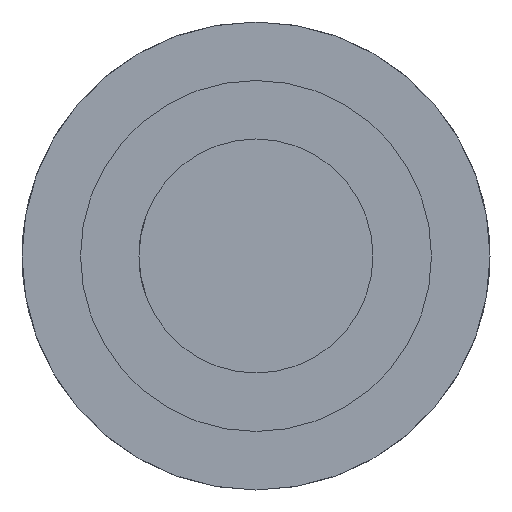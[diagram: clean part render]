
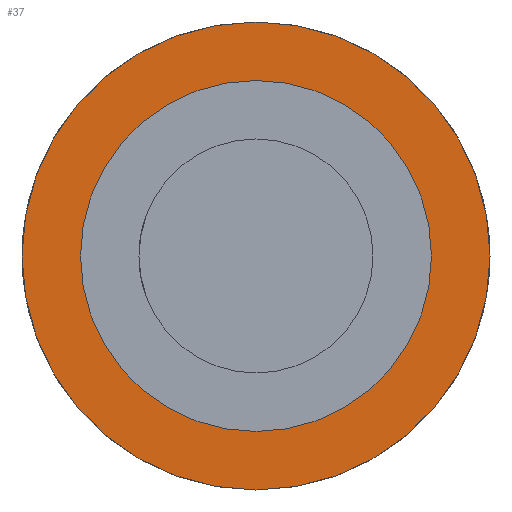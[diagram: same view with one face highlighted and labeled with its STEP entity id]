
A CAD part, left-side view. The second image highlights one B-rep face of the part: STEP entity #37.
In plain terms, the highlighted planar face has unit normal (-1, 0, 0).
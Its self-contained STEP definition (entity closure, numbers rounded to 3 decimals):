
#27 = EDGE_CURVE ( 'NONE', #594, #739, #1056, .T. ) ;
#37 = ADVANCED_FACE ( 'NONE', ( #419, #615 ), #409, .T. ) ;
#56 = CARTESIAN_POINT ( 'NONE',  ( 11.6, 0., 0. ) ) ;
#65 = EDGE_CURVE ( 'NONE', #558, #734, #1002, .T. ) ;
#92 = CARTESIAN_POINT ( 'NONE',  ( 11.6, 0., 8. ) ) ;
#117 = CARTESIAN_POINT ( 'NONE',  ( 11.6, 0., 0. ) ) ;
#154 = AXIS2_PLACEMENT_3D ( 'NONE', #242, #829, #418 ) ;
#159 = CARTESIAN_POINT ( 'NONE',  ( 11.6, 0., 0. ) ) ;
#183 = EDGE_LOOP ( 'NONE', ( #599, #888 ) ) ;
#237 = DIRECTION ( 'NONE',  ( -1., 0., 0. ) ) ;
#242 = CARTESIAN_POINT ( 'NONE',  ( 11.6, 0., 0. ) ) ;
#245 = CARTESIAN_POINT ( 'NONE',  ( 11.6, 0., -6. ) ) ;
#285 = DIRECTION ( 'NONE',  ( 0., 0., 1. ) ) ;
#311 = DIRECTION ( 'NONE',  ( 0., 0., 1. ) ) ;
#393 = AXIS2_PLACEMENT_3D ( 'NONE', #656, #751, #898 ) ;
#409 = PLANE ( 'NONE',  #857 ) ;
#418 = DIRECTION ( 'NONE',  ( 0., 0., 1. ) ) ;
#419 = FACE_BOUND ( 'NONE', #1049, .T. ) ;
#480 = DIRECTION ( 'NONE',  ( -1., 0., 0. ) ) ;
#517 = CIRCLE ( 'NONE', #935, 6. ) ;
#537 = AXIS2_PLACEMENT_3D ( 'NONE', #56, #480, #985 ) ;
#557 = CARTESIAN_POINT ( 'NONE',  ( 11.6, 0., -8. ) ) ;
#558 = VERTEX_POINT ( 'NONE', #557 ) ;
#568 = ORIENTED_EDGE ( 'NONE', *, *, #919, .F. ) ;
#594 = VERTEX_POINT ( 'NONE', #245 ) ;
#599 = ORIENTED_EDGE ( 'NONE', *, *, #996, .T. ) ;
#615 = FACE_OUTER_BOUND ( 'NONE', #183, .T. ) ;
#656 = CARTESIAN_POINT ( 'NONE',  ( 11.6, 0., 0. ) ) ;
#734 = VERTEX_POINT ( 'NONE', #92 ) ;
#739 = VERTEX_POINT ( 'NONE', #838 ) ;
#751 = DIRECTION ( 'NONE',  ( -1., 0., 0. ) ) ;
#829 = DIRECTION ( 'NONE',  ( -1., 0., 0. ) ) ;
#838 = CARTESIAN_POINT ( 'NONE',  ( 11.6, 0., 6. ) ) ;
#857 = AXIS2_PLACEMENT_3D ( 'NONE', #159, #237, #311 ) ;
#888 = ORIENTED_EDGE ( 'NONE', *, *, #65, .T. ) ;
#898 = DIRECTION ( 'NONE',  ( 0., 0., 1. ) ) ;
#919 = EDGE_CURVE ( 'NONE', #739, #594, #517, .T. ) ;
#935 = AXIS2_PLACEMENT_3D ( 'NONE', #117, #951, #285 ) ;
#939 = ORIENTED_EDGE ( 'NONE', *, *, #27, .F. ) ;
#951 = DIRECTION ( 'NONE',  ( -1., 0., 0. ) ) ;
#985 = DIRECTION ( 'NONE',  ( 0., 0., 1. ) ) ;
#996 = EDGE_CURVE ( 'NONE', #734, #558, #1012, .T. ) ;
#1002 = CIRCLE ( 'NONE', #393, 8. ) ;
#1012 = CIRCLE ( 'NONE', #537, 8. ) ;
#1049 = EDGE_LOOP ( 'NONE', ( #568, #939 ) ) ;
#1056 = CIRCLE ( 'NONE', #154, 6. ) ;
